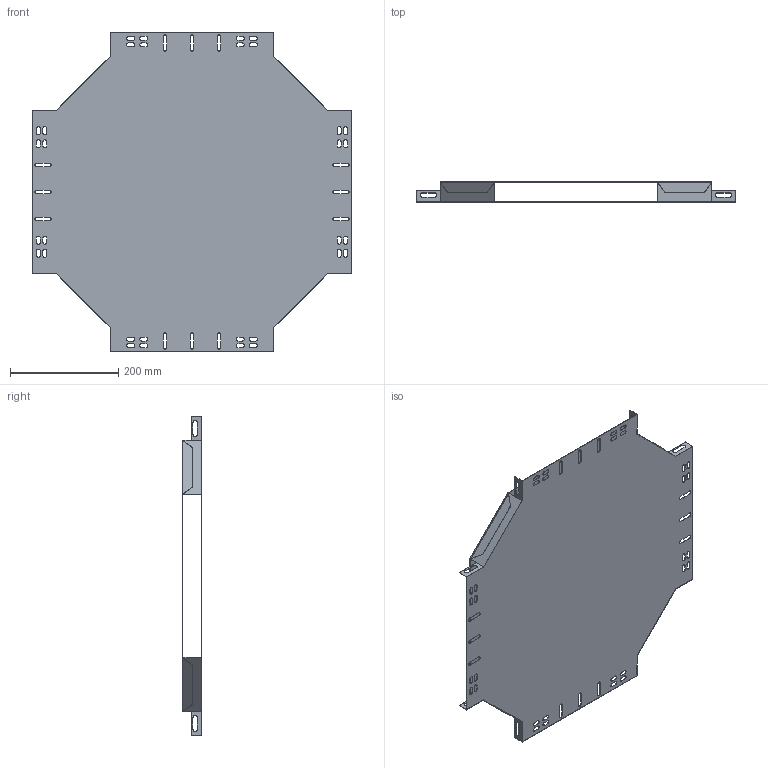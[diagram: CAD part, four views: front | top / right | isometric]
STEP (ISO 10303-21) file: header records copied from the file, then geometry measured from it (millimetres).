
FILE_DESCRIPTION (( 'STEP AP203' ), '1' );
FILE_NAME ('CLP1XR-035-300 Êðåñòîâèíà 35õ300 RAL.STEP', '2016-03-04T10:58:19', ( '' ), ( '' ), 'SwSTEP 2.0', 'SolidWorks 2014', '' );
FILE_SCHEMA (( 'CONFIG_CONTROL_DESIGN' ));
Length unit declared in the file: millimetre
Products named in the file (1): CLP1XR-035-300 Êðåñòîâèíà 35õ300 RAL
Bounding box: 591.34 x 36.6 x 591.34 mm (x, y, z)
Volume: 436984.5 mm3; surface area: 1097926.3 mm2
Topology: 2 solids, 2 shells, 308 faces, 864 edges, 560 vertices
Faces by surface type: plane 196, cylinder 112
Entity records: 10151 total; most frequent: CARTESIAN_POINT 1733, ORIENTED_EDGE 1728, DIRECTION 1706, EDGE_CURVE 864, VECTOR 640, LINE 640, VERTEX_POINT 560, AXIS2_PLACEMENT_3D 533
